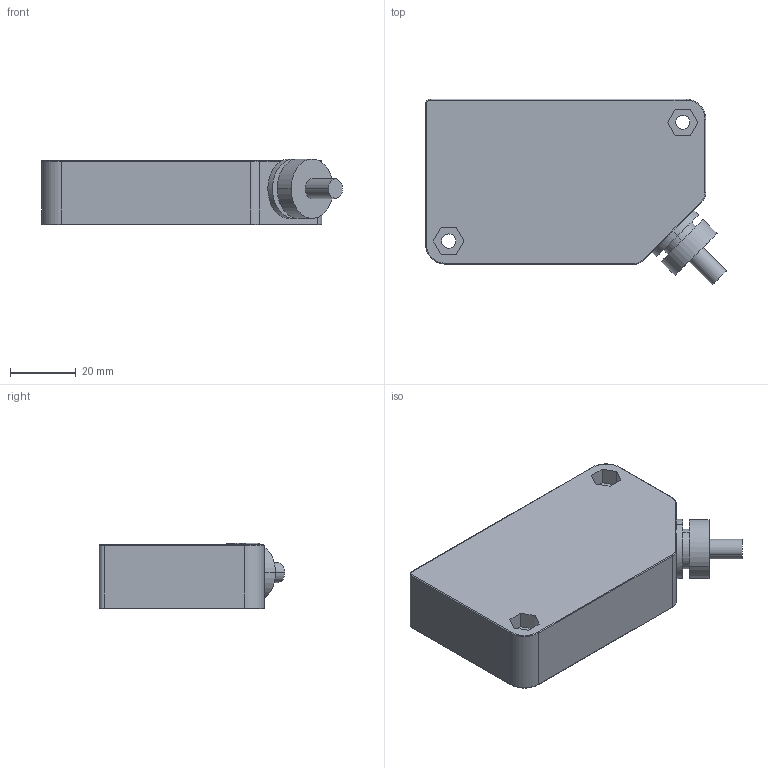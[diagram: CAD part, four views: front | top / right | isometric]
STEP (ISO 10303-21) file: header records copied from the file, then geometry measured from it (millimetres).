
FILE_DESCRIPTION((''),'2;1');
FILE_NAME('RL9_F400076A','2006-10-19T',('Pepperl+Fuchs'),('IndustrieHansa'),'PRO/ENGINEER BY PARAMETRIC TECHNOLOGY CORPORATION, 2006200','PRO/ENGINEER BY PARAMETRIC TECHNOLOGY CORPORATION, 2006200','');
FILE_SCHEMA(('AUTOMOTIVE_DESIGN_CC2 { 1 2 10303 214 -1 1 5 2 }'));
Length unit declared in the file: millimetre
Products named in the file (1): RL9_F400076A
Bounding box: 91.26 x 56.26 x 20 mm (x, y, z)
Volume: 79238.7 mm3; surface area: 15001 mm2
Topology: 1 solids, 1 shells, 92 faces, 238 edges, 172 vertices
Faces by surface type: plane 45, cylinder 33, torus 10, cone 4
Entity records: 3698 total; most frequent: CARTESIAN_POINT 515, DIRECTION 490, ORIENTED_EDGE 432, PRESENTATION_STYLE_ASSIGNMENT 258, STYLED_ITEM 254, CURVE_STYLE 237, EDGE_CURVE 216, AXIS2_PLACEMENT_3D 167
